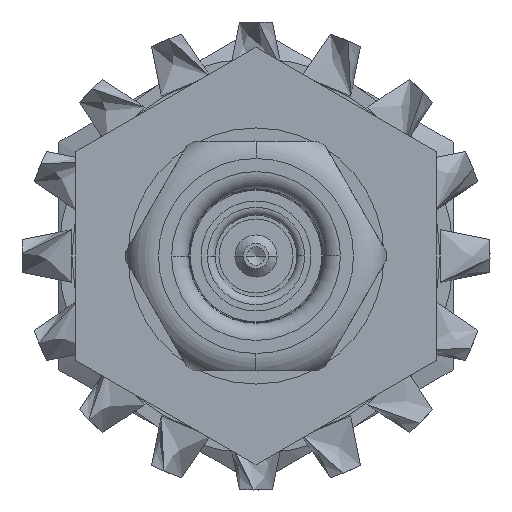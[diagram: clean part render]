
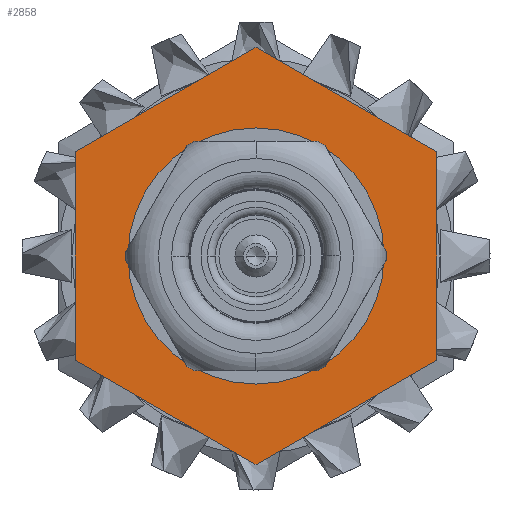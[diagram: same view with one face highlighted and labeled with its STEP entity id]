
A CAD part, left-side view. The second image highlights one B-rep face of the part: STEP entity #2858.
In plain terms, the highlighted planar face has unit normal (-1, 0, 0).
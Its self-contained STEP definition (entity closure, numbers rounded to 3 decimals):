
#33=CARTESIAN_POINT('',(1.829,0.,0.));
#34=DIRECTION('',(1.,0.,0.));
#35=DIRECTION('',(0.,1.,0.));
#36=AXIS2_PLACEMENT_3D('',#33,#34,#35);
#38=CARTESIAN_POINT('',(1.829,0.,0.));
#39=DIRECTION('',(1.,0.,0.));
#40=DIRECTION('',(0.,-1.,0.));
#41=AXIS2_PLACEMENT_3D('',#38,#39,#40);
#47=DIRECTION('',(0.,-0.866,0.5));
#48=VECTOR('',#47,10.075);
#49=CARTESIAN_POINT('',(1.829,8.725,5.037));
#50=LINE('',#49,#48);
#83=DIRECTION('',(0.,0.,1.));
#84=VECTOR('',#83,10.075);
#85=CARTESIAN_POINT('',(1.829,8.725,-5.037));
#86=LINE('',#85,#84);
#95=DIRECTION('',(0.,0.866,0.5));
#96=VECTOR('',#95,10.075);
#97=CARTESIAN_POINT('',(1.829,0.,-10.075));
#98=LINE('',#97,#96);
#107=DIRECTION('',(0.,0.866,-0.5));
#108=VECTOR('',#107,10.075);
#109=CARTESIAN_POINT('',(1.829,-8.725,-5.037));
#110=LINE('',#109,#108);
#119=DIRECTION('',(0.,0.,-1.));
#120=VECTOR('',#119,10.075);
#121=CARTESIAN_POINT('',(1.829,-8.725,5.037));
#122=LINE('',#121,#120);
#131=DIRECTION('',(0.,-0.866,-0.5));
#132=VECTOR('',#131,10.075);
#133=CARTESIAN_POINT('',(1.829,0.,10.075));
#134=LINE('',#133,#132);
#2487=CARTESIAN_POINT('',(1.829,6.185,0.));
#2488=CARTESIAN_POINT('',(1.829,-6.185,0.));
#2489=VERTEX_POINT('',#2487);
#2490=VERTEX_POINT('',#2488);
#2495=CARTESIAN_POINT('',(1.829,8.725,5.037));
#2496=CARTESIAN_POINT('',(1.829,0.,10.075));
#2497=VERTEX_POINT('',#2495);
#2498=VERTEX_POINT('',#2496);
#2499=CARTESIAN_POINT('',(1.829,-8.725,5.037));
#2500=VERTEX_POINT('',#2499);
#2501=CARTESIAN_POINT('',(1.829,-8.725,-5.037));
#2502=VERTEX_POINT('',#2501);
#2503=CARTESIAN_POINT('',(1.829,0.,-10.075));
#2504=VERTEX_POINT('',#2503);
#2505=CARTESIAN_POINT('',(1.829,8.725,-5.037));
#2506=VERTEX_POINT('',#2505);
#2835=CARTESIAN_POINT('',(1.829,0.,0.));
#2836=DIRECTION('',(-1.,0.,0.));
#2837=DIRECTION('',(0.,1.,0.));
#2838=AXIS2_PLACEMENT_3D('',#2835,#2836,#2837);
#2839=PLANE('',#2838);
#2841=ORIENTED_EDGE('',*,*,#2840,.T.);
#2843=ORIENTED_EDGE('',*,*,#2842,.T.);
#2845=ORIENTED_EDGE('',*,*,#2844,.T.);
#2847=ORIENTED_EDGE('',*,*,#2846,.T.);
#2849=ORIENTED_EDGE('',*,*,#2848,.T.);
#2851=ORIENTED_EDGE('',*,*,#2850,.T.);
#2852=EDGE_LOOP('',(#2841,#2843,#2845,#2847,#2849,#2851));
#2853=FACE_OUTER_BOUND('',#2852,.F.);
#2854=ORIENTED_EDGE('',*,*,#2815,.F.);
#2855=ORIENTED_EDGE('',*,*,#2829,.F.);
#2856=EDGE_LOOP('',(#2854,#2855));
#2857=FACE_BOUND('',#2856,.F.);
#37=CIRCLE('',#36,6.185);
#42=CIRCLE('',#41,6.185);
#2815=EDGE_CURVE('',#2489,#2490,#37,.T.);
#2829=EDGE_CURVE('',#2490,#2489,#42,.T.);
#2840=EDGE_CURVE('',#2497,#2498,#50,.T.);
#2842=EDGE_CURVE('',#2498,#2500,#134,.T.);
#2844=EDGE_CURVE('',#2500,#2502,#122,.T.);
#2846=EDGE_CURVE('',#2502,#2504,#110,.T.);
#2848=EDGE_CURVE('',#2504,#2506,#98,.T.);
#2850=EDGE_CURVE('',#2506,#2497,#86,.T.);
#2858=ADVANCED_FACE('',(#2853,#2857),#2839,.T.);
